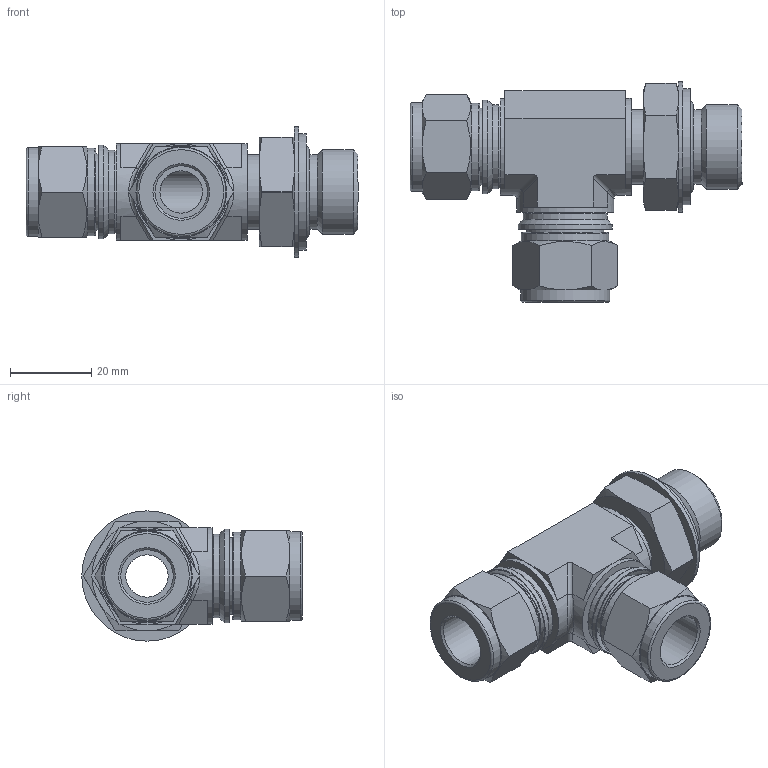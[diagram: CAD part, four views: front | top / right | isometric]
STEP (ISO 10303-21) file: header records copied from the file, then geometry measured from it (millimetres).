
FILE_DESCRIPTION(/* description */ (''),/* implementation_level */ '2;1');
FILE_NAME(/* name */ 'SPMRTI-8-8G.stp',/* time_stamp */ '2022-06-03T10:28:47+09:00',/* author */ ('user'),/* organization */ (''),/* preprocessor_version */ 'ST-DEVELOPER v18.1',/* originating_system */ 'Autodesk Inventor 2022',/* authorisation */ '');
FILE_SCHEMA (('AUTOMOTIVE_DESIGN { 1 0 10303 214 3 1 1 }'));
Length unit declared in the file: millimetre
Products named in the file (1): SPMRT-8-8G
Bounding box: 81.5 x 54.1 x 32 mm (x, y, z)
Volume: 35613.7 mm3; surface area: 16160.9 mm2
Topology: 1 solids, 1 shells, 141 faces, 325 edges, 204 vertices
Faces by surface type: plane 66, cylinder 37, cone 31, torus 5, bspline 2
Full cylindrical faces by diameter (mm): 10.414 x2, 12.9 x2, 17.2 x2, 17.7 x2, 18.2 x2, 18.9 x2, 20.6 x2, 20.76 x1, 21.5 x2, 21.8 x2, 23 x3, 23.8 x3, 28.5 x1, 32 x1
Entity records: 4047 total; most frequent: CARTESIAN_POINT 825, DIRECTION 696, ORIENTED_EDGE 650, EDGE_CURVE 325, AXIS2_PLACEMENT_3D 279, VERTEX_POINT 204, EDGE_LOOP 163, FACE_OUTER_BOUND 141
